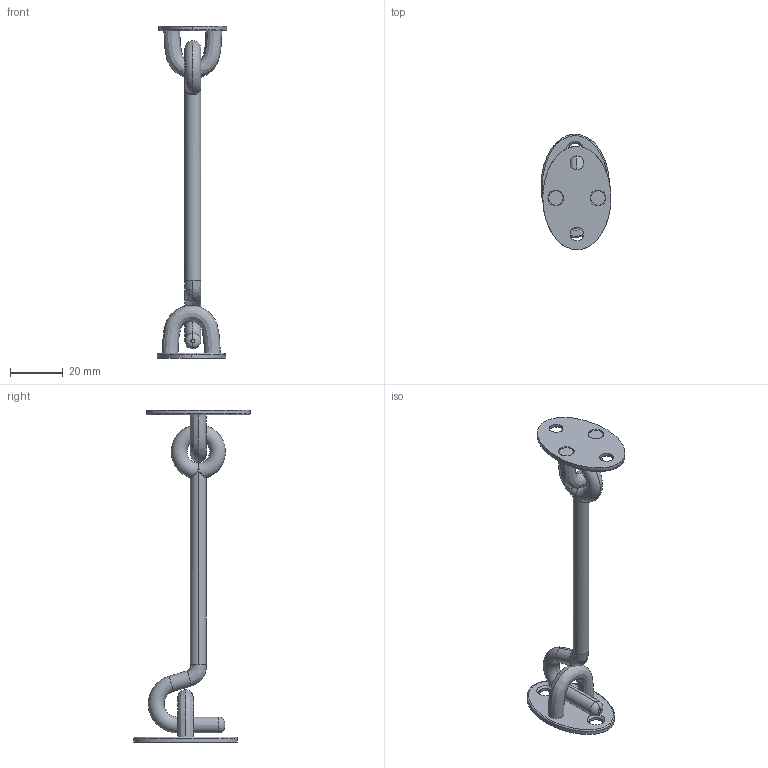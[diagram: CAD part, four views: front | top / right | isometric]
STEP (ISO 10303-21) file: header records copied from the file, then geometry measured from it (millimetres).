
FILE_DESCRIPTION (( 'STEP AP214' ), '1' );
FILE_NAME ('04998-Cabin Hook Chrome 75mm.STEP', '2025-08-07T03:15:39', ( '' ), ( '' ), 'SwSTEP 2.0', 'SolidWorks 2025', '' );
FILE_SCHEMA (( 'AUTOMOTIVE_DESIGN' ));
Length unit declared in the file: millimetre
Products named in the file (3): 4998 Hook; 04998-Cabin Hook Chrome 75mm; 4998 EYE
Assembly tree (2 placements, depth 2):
  04998-Cabin Hook Chrome 75mm
    4998 EYE
    4998 Hook
Bounding box: 26.5 x 44.04 x 126 mm (x, y, z)
Volume: 9809 mm3; surface area: 8086.9 mm2
Topology: 4 solids, 4 shells, 70 faces, 158 edges, 94 vertices
Faces by surface type: cylinder 17, cone 16, bspline 16, plane 13, torus 8
Entity records: 5450 total; most frequent: CARTESIAN_POINT 3844, DIRECTION 319, ORIENTED_EDGE 308, EDGE_CURVE 154, AXIS2_PLACEMENT_3D 142, VERTEX_POINT 94, EDGE_LOOP 86, CIRCLE 83
